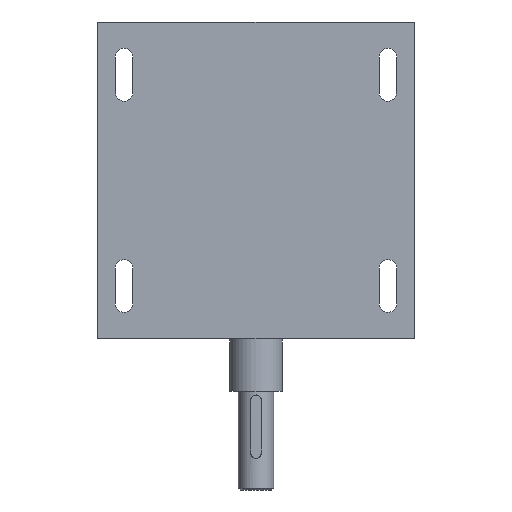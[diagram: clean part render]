
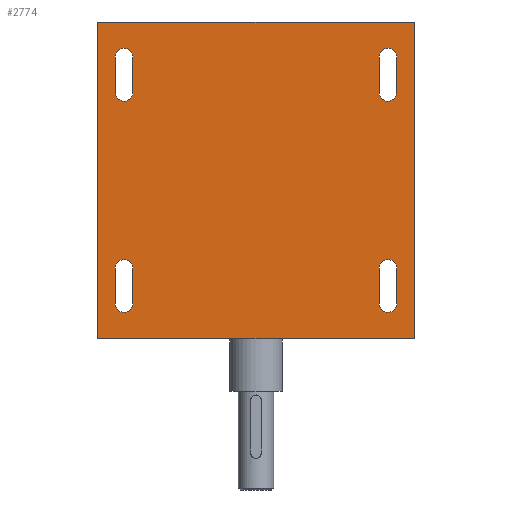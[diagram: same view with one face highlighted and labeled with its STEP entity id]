
A CAD part, front view. The second image highlights one B-rep face of the part: STEP entity #2774.
In plain terms, the highlighted planar face has unit normal (0, -1, 0).
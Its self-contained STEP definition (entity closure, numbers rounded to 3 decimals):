
#539=CARTESIAN_POINT('',(-90.,-91.384,180.));
#540=VERTEX_POINT('',#539);
#547=CARTESIAN_POINT('',(90.,-91.384,180.));
#548=VERTEX_POINT('',#547);
#549=CARTESIAN_POINT('',(-90.,-91.384,180.));
#550=DIRECTION('',(1.,0.,0.));
#551=VECTOR('',#550,180.);
#552=LINE('',#549,#551);
#553=EDGE_CURVE('',#540,#548,#552,.T.);
#832=CARTESIAN_POINT('',(-90.,-91.384,0.));
#833=VERTEX_POINT('',#832);
#840=CARTESIAN_POINT('',(90.,-91.384,0.));
#841=VERTEX_POINT('',#840);
#842=CARTESIAN_POINT('',(90.,-91.384,0.));
#843=DIRECTION('',(-1.,0.,0.));
#844=VECTOR('',#843,180.);
#845=LINE('',#842,#844);
#846=EDGE_CURVE('',#841,#833,#845,.T.);
#1117=CARTESIAN_POINT('',(-70.,-91.384,20.));
#1118=VERTEX_POINT('',#1117);
#1125=CARTESIAN_POINT('',(-80.,-91.384,20.));
#1126=VERTEX_POINT('',#1125);
#1127=CARTESIAN_POINT('',(-75.,-91.384,20.));
#1128=DIRECTION('',(-1.,0.,0.));
#1129=DIRECTION('',(0.,-1.,0.));
#1130=AXIS2_PLACEMENT_3D('',#1127,#1129,#1128);
#1131=CIRCLE('',#1130,5.);
#1132=EDGE_CURVE('',#1126,#1118,#1131,.T.);
#1149=CARTESIAN_POINT('',(-80.,-91.384,40.));
#1150=VERTEX_POINT('',#1149);
#1151=CARTESIAN_POINT('',(-80.,-91.384,40.));
#1152=DIRECTION('',(0.,0.,-1.));
#1153=VECTOR('',#1152,20.);
#1154=LINE('',#1151,#1153);
#1155=EDGE_CURVE('',#1150,#1126,#1154,.T.);
#1188=CARTESIAN_POINT('',(-70.,-91.384,40.));
#1189=VERTEX_POINT('',#1188);
#1196=CARTESIAN_POINT('',(-70.,-91.384,20.));
#1197=DIRECTION('',(0.,0.,1.));
#1198=VECTOR('',#1197,20.);
#1199=LINE('',#1196,#1198);
#1200=EDGE_CURVE('',#1118,#1189,#1199,.T.);
#1218=CARTESIAN_POINT('',(-75.,-91.384,40.));
#1219=DIRECTION('',(1.,0.,0.));
#1220=DIRECTION('',(0.,-1.,0.));
#1221=AXIS2_PLACEMENT_3D('',#1218,#1220,#1219);
#1222=CIRCLE('',#1221,5.);
#1223=EDGE_CURVE('',#1189,#1150,#1222,.T.);
#1245=CARTESIAN_POINT('',(-70.,-91.384,140.));
#1246=VERTEX_POINT('',#1245);
#1253=CARTESIAN_POINT('',(-80.,-91.384,140.));
#1254=VERTEX_POINT('',#1253);
#1255=CARTESIAN_POINT('',(-75.,-91.384,140.));
#1256=DIRECTION('',(-1.,0.,0.));
#1257=DIRECTION('',(0.,-1.,0.));
#1258=AXIS2_PLACEMENT_3D('',#1255,#1257,#1256);
#1259=CIRCLE('',#1258,5.);
#1260=EDGE_CURVE('',#1254,#1246,#1259,.T.);
#1277=CARTESIAN_POINT('',(-80.,-91.384,160.));
#1278=VERTEX_POINT('',#1277);
#1279=CARTESIAN_POINT('',(-80.,-91.384,160.));
#1280=DIRECTION('',(0.,0.,-1.));
#1281=VECTOR('',#1280,20.);
#1282=LINE('',#1279,#1281);
#1283=EDGE_CURVE('',#1278,#1254,#1282,.T.);
#1317=CARTESIAN_POINT('',(-70.,-91.384,160.));
#1318=VERTEX_POINT('',#1317);
#1319=CARTESIAN_POINT('',(-75.,-91.384,160.));
#1320=DIRECTION('',(1.,0.,0.));
#1321=DIRECTION('',(0.,-1.,0.));
#1322=AXIS2_PLACEMENT_3D('',#1319,#1321,#1320);
#1323=CIRCLE('',#1322,5.);
#1324=EDGE_CURVE('',#1318,#1278,#1323,.T.);
#1348=CARTESIAN_POINT('',(-70.,-91.384,140.));
#1349=DIRECTION('',(0.,0.,1.));
#1350=VECTOR('',#1349,20.);
#1351=LINE('',#1348,#1350);
#1352=EDGE_CURVE('',#1246,#1318,#1351,.T.);
#1373=CARTESIAN_POINT('',(80.,-91.384,140.));
#1374=VERTEX_POINT('',#1373);
#1381=CARTESIAN_POINT('',(70.,-91.384,140.));
#1382=VERTEX_POINT('',#1381);
#1383=CARTESIAN_POINT('',(75.,-91.384,140.));
#1384=DIRECTION('',(-1.,0.,0.));
#1385=DIRECTION('',(0.,-1.,0.));
#1386=AXIS2_PLACEMENT_3D('',#1383,#1385,#1384);
#1387=CIRCLE('',#1386,5.);
#1388=EDGE_CURVE('',#1382,#1374,#1387,.T.);
#1405=CARTESIAN_POINT('',(70.,-91.384,160.));
#1406=VERTEX_POINT('',#1405);
#1407=CARTESIAN_POINT('',(70.,-91.384,160.));
#1408=DIRECTION('',(0.,0.,-1.));
#1409=VECTOR('',#1408,20.);
#1410=LINE('',#1407,#1409);
#1411=EDGE_CURVE('',#1406,#1382,#1410,.T.);
#1445=CARTESIAN_POINT('',(80.,-91.384,160.));
#1446=VERTEX_POINT('',#1445);
#1447=CARTESIAN_POINT('',(75.,-91.384,160.));
#1448=DIRECTION('',(1.,0.,0.));
#1449=DIRECTION('',(0.,-1.,0.));
#1450=AXIS2_PLACEMENT_3D('',#1447,#1449,#1448);
#1451=CIRCLE('',#1450,5.);
#1452=EDGE_CURVE('',#1446,#1406,#1451,.T.);
#1476=CARTESIAN_POINT('',(80.,-91.384,140.));
#1477=DIRECTION('',(0.,0.,1.));
#1478=VECTOR('',#1477,20.);
#1479=LINE('',#1476,#1478);
#1480=EDGE_CURVE('',#1374,#1446,#1479,.T.);
#1492=CARTESIAN_POINT('',(80.,-91.384,20.));
#1493=VERTEX_POINT('',#1492);
#1508=CARTESIAN_POINT('',(80.,-91.384,40.));
#1509=VERTEX_POINT('',#1508);
#1516=CARTESIAN_POINT('',(80.,-91.384,20.));
#1517=DIRECTION('',(0.,0.,1.));
#1518=VECTOR('',#1517,20.);
#1519=LINE('',#1516,#1518);
#1520=EDGE_CURVE('',#1493,#1509,#1519,.T.);
#1539=CARTESIAN_POINT('',(70.,-91.384,40.));
#1540=VERTEX_POINT('',#1539);
#1547=CARTESIAN_POINT('',(75.,-91.384,40.));
#1548=DIRECTION('',(1.,0.,0.));
#1549=DIRECTION('',(0.,-1.,0.));
#1550=AXIS2_PLACEMENT_3D('',#1547,#1549,#1548);
#1551=CIRCLE('',#1550,5.);
#1552=EDGE_CURVE('',#1509,#1540,#1551,.T.);
#1573=CARTESIAN_POINT('',(70.,-91.384,20.));
#1574=VERTEX_POINT('',#1573);
#1575=CARTESIAN_POINT('',(75.,-91.384,20.));
#1576=DIRECTION('',(-1.,0.,0.));
#1577=DIRECTION('',(0.,-1.,0.));
#1578=AXIS2_PLACEMENT_3D('',#1575,#1577,#1576);
#1579=CIRCLE('',#1578,5.);
#1580=EDGE_CURVE('',#1574,#1493,#1579,.T.);
#1604=CARTESIAN_POINT('',(70.,-91.384,40.));
#1605=DIRECTION('',(0.,0.,-1.));
#1606=VECTOR('',#1605,20.);
#1607=LINE('',#1604,#1606);
#1608=EDGE_CURVE('',#1540,#1574,#1607,.T.);
#2725=CARTESIAN_POINT('',(90.,-91.384,180.));
#2726=DIRECTION('',(0.,0.,-1.));
#2727=VECTOR('',#2726,180.);
#2728=LINE('',#2725,#2727);
#2729=EDGE_CURVE('',#548,#841,#2728,.T.);
#2734=CARTESIAN_POINT('',(0.,-91.384,90.));
#2735=DIRECTION('',(1.,0.,0.));
#2736=DIRECTION('',(0.,-1.,0.));
#2737=AXIS2_PLACEMENT_3D('',#2734,#2736,#2735);
#2738=PLANE('',#2737);
#2739=ORIENTED_EDGE('',*,*,#846,.F.);
#2740=ORIENTED_EDGE('',*,*,#2729,.F.);
#2741=ORIENTED_EDGE('',*,*,#553,.F.);
#2742=CARTESIAN_POINT('',(-90.,-91.384,180.));
#2743=DIRECTION('',(0.,0.,-1.));
#2744=VECTOR('',#2743,180.);
#2745=LINE('',#2742,#2744);
#2746=EDGE_CURVE('',#540,#833,#2745,.T.);
#2747=ORIENTED_EDGE('E227',*,*,#2746,.T.);
#2748=EDGE_LOOP('',(#2739,#2740,#2741,#2747));
#2749=FACE_OUTER_BOUND('',#2748,.T.);
#2750=ORIENTED_EDGE('',*,*,#1520,.F.);
#2751=ORIENTED_EDGE('',*,*,#1580,.F.);
#2752=ORIENTED_EDGE('',*,*,#1608,.F.);
#2753=ORIENTED_EDGE('',*,*,#1552,.F.);
#2754=EDGE_LOOP('',(#2750,#2751,#2752,#2753));
#2755=FACE_BOUND('',#2754,.T.);
#2756=ORIENTED_EDGE('',*,*,#1480,.F.);
#2757=ORIENTED_EDGE('',*,*,#1388,.F.);
#2758=ORIENTED_EDGE('',*,*,#1411,.F.);
#2759=ORIENTED_EDGE('',*,*,#1452,.F.);
#2760=EDGE_LOOP('',(#2756,#2757,#2758,#2759));
#2761=FACE_BOUND('',#2760,.T.);
#2762=ORIENTED_EDGE('',*,*,#1200,.F.);
#2763=ORIENTED_EDGE('',*,*,#1132,.F.);
#2764=ORIENTED_EDGE('',*,*,#1155,.F.);
#2765=ORIENTED_EDGE('',*,*,#1223,.F.);
#2766=EDGE_LOOP('',(#2762,#2763,#2764,#2765));
#2767=FACE_BOUND('',#2766,.T.);
#2768=ORIENTED_EDGE('',*,*,#1352,.F.);
#2769=ORIENTED_EDGE('',*,*,#1260,.F.);
#2770=ORIENTED_EDGE('',*,*,#1283,.F.);
#2771=ORIENTED_EDGE('',*,*,#1324,.F.);
#2772=EDGE_LOOP('',(#2768,#2769,#2770,#2771));
#2773=FACE_BOUND('',#2772,.T.);
#2774=ADVANCED_FACE('F81',(#2749,#2755,#2761,#2767,#2773),#2738,.T.);
